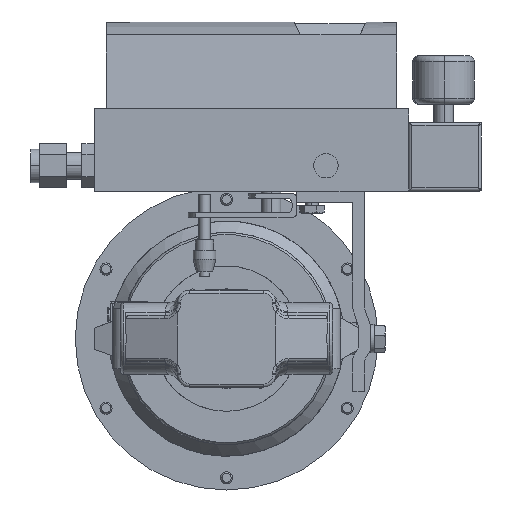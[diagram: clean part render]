
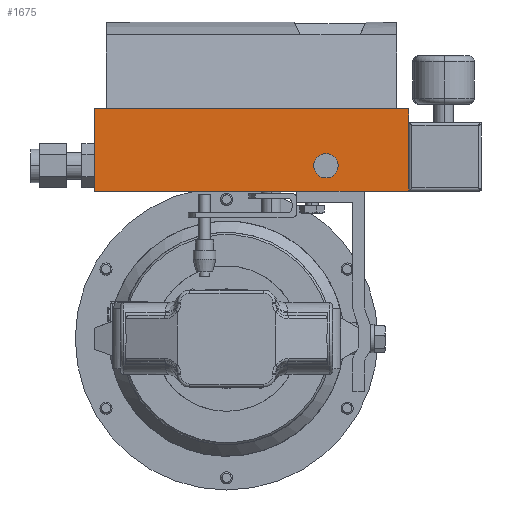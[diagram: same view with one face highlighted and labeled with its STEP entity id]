
A CAD part, front view. The second image highlights one B-rep face of the part: STEP entity #1675.
In plain terms, the highlighted planar face has unit normal (0, -1, 0).
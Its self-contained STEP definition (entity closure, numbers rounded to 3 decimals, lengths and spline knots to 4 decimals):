
#1229 = AXIS2_PLACEMENT_3D ( 'NONE', #17201, #37399, #20123 ) ;
#1675 = ADVANCED_FACE ( 'NONE', ( #34462, #23844 ), #35120, .F. ) ;
#1754 = VERTEX_POINT ( 'NONE', #26883 ) ;
#2018 = CARTESIAN_POINT ( 'NONE',  ( 3.5135, 4.2336, 4.7488 ) ) ;
#2633 = EDGE_LOOP ( 'NONE', ( #27838, #27440 ) ) ;
#3199 = VECTOR ( 'NONE', #3220, 39.3701 ) ;
#3220 = DIRECTION ( 'NONE',  ( 0., 0., 1. ) ) ;
#3672 = DIRECTION ( 'NONE',  ( 0., 0., 1. ) ) ;
#3709 = LINE ( 'NONE', #10901, #26372 ) ;
#4405 = AXIS2_PLACEMENT_3D ( 'NONE', #29685, #12145, #32521 ) ;
#4411 = VERTEX_POINT ( 'NONE', #19001 ) ;
#5463 = DIRECTION ( 'NONE',  ( 1., 0., 0. ) ) ;
#5888 = ORIENTED_EDGE ( 'NONE', *, *, #18524, .F. ) ;
#5942 = DIRECTION ( 'NONE',  ( 0., 0., -1. ) ) ;
#6109 = EDGE_LOOP ( 'NONE', ( #22887, #7195, #10321, #5888, #37957, #10788, #36068, #19029, #34210 ) ) ;
#6111 = DIRECTION ( 'NONE',  ( 1., 0., 0. ) ) ;
#6313 = CARTESIAN_POINT ( 'NONE',  ( 3.7635, 4.2336, 3.0488 ) ) ;
#6419 = EDGE_CURVE ( 'NONE', #25204, #25925, #14278, .T. ) ;
#6872 = EDGE_CURVE ( 'NONE', #15635, #32145, #13751, .T. ) ;
#7195 = ORIENTED_EDGE ( 'NONE', *, *, #9149, .T. ) ;
#7930 = DIRECTION ( 'NONE',  ( 1., 0., 0. ) ) ;
#8629 = CARTESIAN_POINT ( 'NONE',  ( -2.7365, 4.2336, 4.7488 ) ) ;
#9149 = EDGE_CURVE ( 'NONE', #26199, #16995, #9877, .T. ) ;
#9855 = EDGE_CURVE ( 'NONE', #4411, #13741, #16485, .T. ) ;
#9877 = LINE ( 'NONE', #21012, #3199 ) ;
#10321 = ORIENTED_EDGE ( 'NONE', *, *, #16127, .F. ) ;
#10788 = ORIENTED_EDGE ( 'NONE', *, *, #9855, .F. ) ;
#10901 = CARTESIAN_POINT ( 'NONE',  ( 3.5135, 4.2336, 3.0488 ) ) ;
#11278 = LINE ( 'NONE', #33672, #32697 ) ;
#11480 = CARTESIAN_POINT ( 'NONE',  ( 2.8435, 4.2336, 3.0488 ) ) ;
#11927 = LINE ( 'NONE', #31253, #33349 ) ;
#12145 = DIRECTION ( 'NONE',  ( 0., -1., 0. ) ) ;
#13741 = VERTEX_POINT ( 'NONE', #21099 ) ;
#13751 = LINE ( 'NONE', #34490, #20280 ) ;
#13944 = VECTOR ( 'NONE', #28590, 39.3701 ) ;
#13981 = CARTESIAN_POINT ( 'NONE',  ( 2.0517, 4.2336, 3.3183 ) ) ;
#14147 = VECTOR ( 'NONE', #5463, 39.3701 ) ;
#14235 = EDGE_CURVE ( 'NONE', #13741, #1754, #36874, .T. ) ;
#14278 = CIRCLE ( 'NONE', #4405, 0.2516 ) ;
#14295 = AXIS2_PLACEMENT_3D ( 'NONE', #23737, #14822, #5942 ) ;
#14822 = DIRECTION ( 'NONE',  ( 0., 1., 0. ) ) ;
#14829 = CARTESIAN_POINT ( 'NONE',  ( 3.7635, 4.2336, 4.4662 ) ) ;
#14901 = CARTESIAN_POINT ( 'NONE',  ( 3.5135, 4.2336, 4.7488 ) ) ;
#15140 = VERTEX_POINT ( 'NONE', #14901 ) ;
#15635 = VERTEX_POINT ( 'NONE', #11480 ) ;
#15745 = VECTOR ( 'NONE', #3672, 39.3701 ) ;
#16127 = EDGE_CURVE ( 'NONE', #15140, #16995, #21818, .T. ) ;
#16485 = LINE ( 'NONE', #21440, #15745 ) ;
#16995 = VERTEX_POINT ( 'NONE', #33233 ) ;
#17201 = CARTESIAN_POINT ( 'NONE',  ( 2.0517, 4.2336, 3.5699 ) ) ;
#18524 = EDGE_CURVE ( 'NONE', #1754, #15140, #20300, .T. ) ;
#18913 = EDGE_CURVE ( 'NONE', #24407, #15635, #11927, .T. ) ;
#19001 = CARTESIAN_POINT ( 'NONE',  ( -2.7365, 4.2336, 3.0488 ) ) ;
#19029 = ORIENTED_EDGE ( 'NONE', *, *, #18913, .T. ) ;
#20123 = DIRECTION ( 'NONE',  ( 0., 0., -1. ) ) ;
#20280 = VECTOR ( 'NONE', #31629, 39.3701 ) ;
#20300 = LINE ( 'NONE', #29664, #28056 ) ;
#21012 = CARTESIAN_POINT ( 'NONE',  ( 3.7635, 4.2336, 3.0488 ) ) ;
#21099 = CARTESIAN_POINT ( 'NONE',  ( -2.7365, 4.2336, 4.7488 ) ) ;
#21440 = CARTESIAN_POINT ( 'NONE',  ( -2.7365, 4.2336, 3.0488 ) ) ;
#21818 = LINE ( 'NONE', #2018, #13944 ) ;
#22887 = ORIENTED_EDGE ( 'NONE', *, *, #35141, .T. ) ;
#23737 = CARTESIAN_POINT ( 'NONE',  ( 3.5135, 4.2336, 3.0488 ) ) ;
#23844 = FACE_BOUND ( 'NONE', #2633, .T. ) ;
#24407 = VERTEX_POINT ( 'NONE', #34522 ) ;
#24666 = EDGE_CURVE ( 'NONE', #25925, #25204, #26482, .T. ) ;
#25204 = VERTEX_POINT ( 'NONE', #13981 ) ;
#25925 = VERTEX_POINT ( 'NONE', #26803 ) ;
#26199 = VERTEX_POINT ( 'NONE', #14829 ) ;
#26372 = VECTOR ( 'NONE', #31571, 39.3701 ) ;
#26482 = CIRCLE ( 'NONE', #1229, 0.2516 ) ;
#26622 = EDGE_CURVE ( 'NONE', #4411, #24407, #3709, .T. ) ;
#26803 = CARTESIAN_POINT ( 'NONE',  ( 2.0517, 4.2336, 3.8215 ) ) ;
#26883 = CARTESIAN_POINT ( 'NONE',  ( -2.4865, 4.2336, 4.7488 ) ) ;
#27440 = ORIENTED_EDGE ( 'NONE', *, *, #24666, .F. ) ;
#27838 = ORIENTED_EDGE ( 'NONE', *, *, #6419, .F. ) ;
#28056 = VECTOR ( 'NONE', #6111, 39.3701 ) ;
#28590 = DIRECTION ( 'NONE',  ( 1., 0., 0. ) ) ;
#29664 = CARTESIAN_POINT ( 'NONE',  ( -2.4865, 4.2336, 4.7488 ) ) ;
#29685 = CARTESIAN_POINT ( 'NONE',  ( 2.0517, 4.2336, 3.5699 ) ) ;
#31253 = CARTESIAN_POINT ( 'NONE',  ( 3.5135, 4.2336, 3.0488 ) ) ;
#31571 = DIRECTION ( 'NONE',  ( 1., 0., 0. ) ) ;
#31629 = DIRECTION ( 'NONE',  ( 1., 0., 0. ) ) ;
#32145 = VERTEX_POINT ( 'NONE', #6313 ) ;
#32521 = DIRECTION ( 'NONE',  ( 0., 0., -1. ) ) ;
#32697 = VECTOR ( 'NONE', #36560, 39.3701 ) ;
#33233 = CARTESIAN_POINT ( 'NONE',  ( 3.7635, 4.2336, 4.7488 ) ) ;
#33349 = VECTOR ( 'NONE', #7930, 39.3701 ) ;
#33672 = CARTESIAN_POINT ( 'NONE',  ( 3.7635, 4.2336, 6.0548 ) ) ;
#34210 = ORIENTED_EDGE ( 'NONE', *, *, #6872, .T. ) ;
#34462 = FACE_OUTER_BOUND ( 'NONE', #6109, .T. ) ;
#34490 = CARTESIAN_POINT ( 'NONE',  ( 3.5135, 4.2336, 3.0488 ) ) ;
#34522 = CARTESIAN_POINT ( 'NONE',  ( 1.4435, 4.2336, 3.0488 ) ) ;
#35120 = PLANE ( 'NONE',  #14295 ) ;
#35141 = EDGE_CURVE ( 'NONE', #32145, #26199, #11278, .T. ) ;
#36068 = ORIENTED_EDGE ( 'NONE', *, *, #26622, .T. ) ;
#36560 = DIRECTION ( 'NONE',  ( 0., 0., 1. ) ) ;
#36874 = LINE ( 'NONE', #8629, #14147 ) ;
#37399 = DIRECTION ( 'NONE',  ( 0., -1., 0. ) ) ;
#37957 = ORIENTED_EDGE ( 'NONE', *, *, #14235, .F. ) ;
